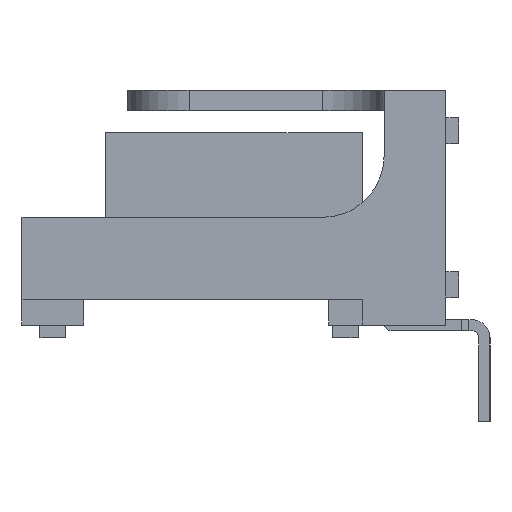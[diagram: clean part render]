
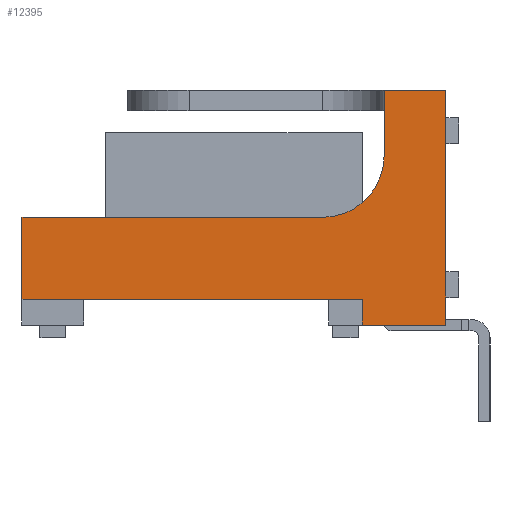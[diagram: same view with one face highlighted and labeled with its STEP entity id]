
A CAD part, left-side view. The second image highlights one B-rep face of the part: STEP entity #12395.
In plain terms, the highlighted free-form (B-spline) face has degree [1, 1] with [2, 2] control points.
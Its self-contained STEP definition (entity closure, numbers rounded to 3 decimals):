
#11974=CARTESIAN_POINT('',(-21.715,3.91,9.65));
#11975=VERTEX_POINT('',#11974);
#11982=CARTESIAN_POINT('',(-21.715,1.51,9.65));
#11983=VERTEX_POINT('',#11982);
#11984=CARTESIAN_POINT('',(-21.715,1.51,9.65));
#11985=DIRECTION('',(0.0,1.0,0.0));
#11986=VECTOR('',#11985,2.4);
#11987=LINE('',#11984,#11986);
#11988=EDGE_CURVE('',#11983,#11975,#11987,.T.);
#12086=CARTESIAN_POINT('',(-21.715,4.77,0.5));
#12087=VERTEX_POINT('',#12086);
#12088=CARTESIAN_POINT('',(-21.715,4.77,1.5));
#12089=VERTEX_POINT('',#12088);
#12090=CARTESIAN_POINT('',(-21.715,4.77,0.5));
#12091=DIRECTION('',(0.0,0.0,1.0));
#12092=VECTOR('',#12091,1.0);
#12093=LINE('',#12090,#12092);
#12094=EDGE_CURVE('',#12087,#12089,#12093,.T.);
#12144=CARTESIAN_POINT('',(-21.715,1.51,0.5));
#12145=VERTEX_POINT('',#12144);
#12152=CARTESIAN_POINT('',(-21.715,1.51,0.5));
#12153=DIRECTION('',(0.0,1.0,0.0));
#12154=VECTOR('',#12153,3.26);
#12155=LINE('',#12152,#12154);
#12156=EDGE_CURVE('',#12145,#12087,#12155,.T.);
#12174=CARTESIAN_POINT('',(-21.715,18.02,1.5));
#12175=VERTEX_POINT('',#12174);
#12176=CARTESIAN_POINT('',(-21.715,4.77,1.5));
#12177=DIRECTION('',(0.0,1.0,0.0));
#12178=VECTOR('',#12177,13.25);
#12179=LINE('',#12176,#12178);
#12180=EDGE_CURVE('',#12089,#12175,#12179,.T.);
#12303=CARTESIAN_POINT('',(-21.715,1.51,0.5));
#12304=DIRECTION('',(0.0,0.0,1.0));
#12305=VECTOR('',#12304,9.15);
#12306=LINE('',#12303,#12305);
#12307=EDGE_CURVE('',#12145,#11983,#12306,.T.);
#12352=CARTESIAN_POINT('',(-21.715,18.02,0.5));
#12353=CARTESIAN_POINT('',(-21.715,18.02,9.65));
#12354=CARTESIAN_POINT('',(-21.715,1.51,0.5));
#12355=CARTESIAN_POINT('',(-21.715,1.51,9.65));
#12356=B_SPLINE_SURFACE_WITH_KNOTS('',1,1,((#12352,#12354),(#12353,#12355)),.UNSPECIFIED.,.F.,.F.,.U.,(2,2),(2,2),(0.0,9.15),(0.0,16.51),.UNSPECIFIED.);
#12357=CARTESIAN_POINT('',(-21.715,3.91,7.1));
#12358=VERTEX_POINT('',#12357);
#12359=CARTESIAN_POINT('',(-21.715,3.91,9.65));
#12360=DIRECTION('',(0.0,0.0,-1.0));
#12361=VECTOR('',#12360,2.55);
#12362=LINE('',#12359,#12361);
#12363=EDGE_CURVE('',#11975,#12358,#12362,.T.);
#12364=ORIENTED_EDGE('',*,*,#12363,.T.);
#12365=CARTESIAN_POINT('',(-21.715,6.31,4.7));
#12366=VERTEX_POINT('',#12365);
#12367=CARTESIAN_POINT('',(-21.715,6.31,7.1));
#12368=DIRECTION('',(-1.0,0.0,0.0));
#12369=DIRECTION('',(0.0,-0.707,-0.707));
#12370=AXIS2_PLACEMENT_3D('',#12367,#12368,#12369);
#12371=CIRCLE('',#12370,2.4);
#12372=EDGE_CURVE('',#12366,#12358,#12371,.T.);
#12373=ORIENTED_EDGE('',*,*,#12372,.F.);
#12374=CARTESIAN_POINT('',(-21.715,18.02,4.7));
#12375=VERTEX_POINT('',#12374);
#12376=CARTESIAN_POINT('',(-21.715,6.31,4.7));
#12377=DIRECTION('',(0.0,1.0,0.0));
#12378=VECTOR('',#12377,11.71);
#12379=LINE('',#12376,#12378);
#12380=EDGE_CURVE('',#12366,#12375,#12379,.T.);
#12381=ORIENTED_EDGE('',*,*,#12380,.T.);
#12382=CARTESIAN_POINT('',(-21.715,18.02,1.5));
#12383=DIRECTION('',(0.0,0.0,1.0));
#12384=VECTOR('',#12383,3.2);
#12385=LINE('',#12382,#12384);
#12386=EDGE_CURVE('',#12175,#12375,#12385,.T.);
#12387=ORIENTED_EDGE('',*,*,#12386,.F.);
#12388=ORIENTED_EDGE('',*,*,#12180,.F.);
#12389=ORIENTED_EDGE('',*,*,#12094,.F.);
#12390=ORIENTED_EDGE('',*,*,#12156,.F.);
#12391=ORIENTED_EDGE('',*,*,#12307,.T.);
#12392=ORIENTED_EDGE('',*,*,#11988,.T.);
#12393=EDGE_LOOP('',(#12364,#12373,#12381,#12387,#12388,#12389,#12390,#12391,#12392));
#12394=FACE_OUTER_BOUND('',#12393,.T.);
#12395=ADVANCED_FACE('',(#12394),#12356,.F.);
